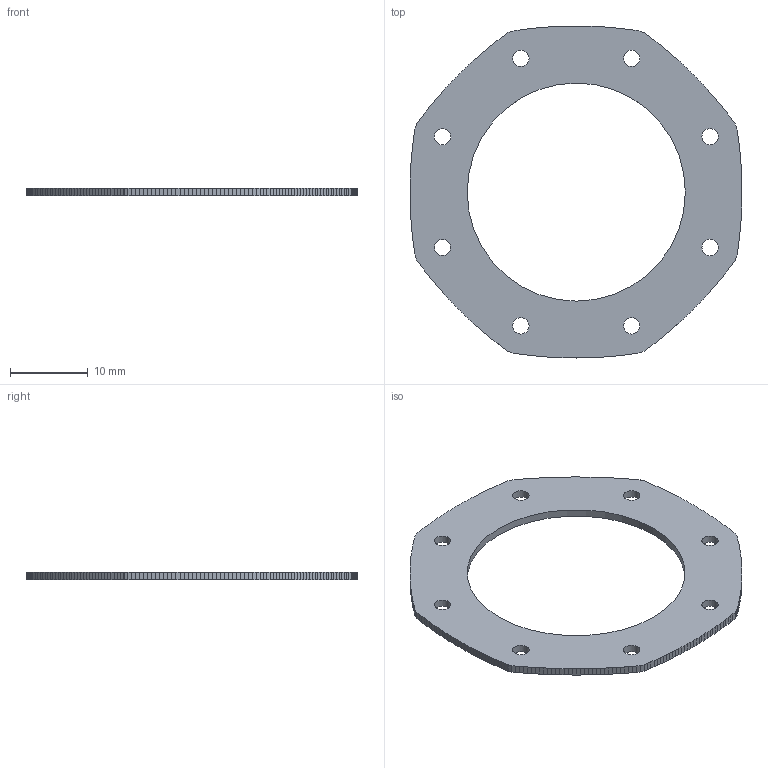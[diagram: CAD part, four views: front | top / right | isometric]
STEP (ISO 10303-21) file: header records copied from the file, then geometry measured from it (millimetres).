
FILE_DESCRIPTION(('KiCad electronic assembly'),'2;1');
FILE_NAME('Project_OAK_HEX_COVER_OUTER_V0.step','2025-05-25T21:30:33',( 'An Author'),('A Company'),'Open CASCADE STEP processor 6.9', 'KiCad to STEP converter','Unknown');
FILE_SCHEMA(('AUTOMOTIVE_DESIGN { 1 0 10303 214 1 1 1 1 }'));
Length unit declared in the file: millimetre
Products named in the file (2): Open CASCADE STEP translator 6.9 1; COMPOUND
Assembly tree (1 placements, depth 2):
  Open CASCADE STEP translator 6.9 1
    COMPOUND
Bounding box: 42.61 x 42.61 x 1 mm (x, y, z)
Volume: 826.3 mm3; surface area: 1930.3 mm2
Topology: 1 solids, 1 shells, 312 faces, 930 edges, 620 vertices
Faces by surface type: plane 303, cylinder 9
Full cylindrical faces by diameter (mm): 2.1 x8, 28 x1
Entity records: 22445 total; most frequent: CARTESIAN_POINT 3724, DIRECTION 3436, LINE 2754, VECTOR 2754, ORIENTED_EDGE 1860, PCURVE 1860, DEFINITIONAL_REPRESENTATION 1860, EDGE_CURVE 930
